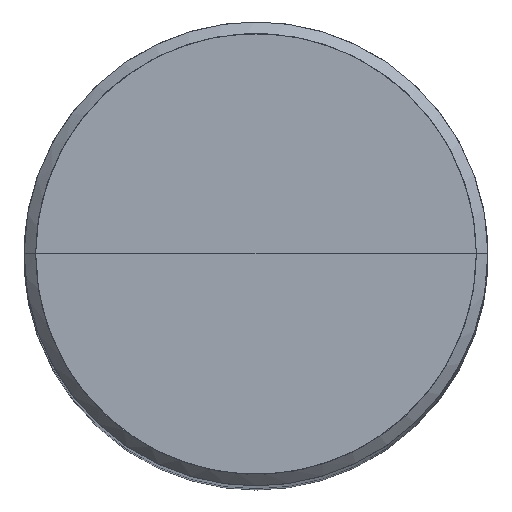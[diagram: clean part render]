
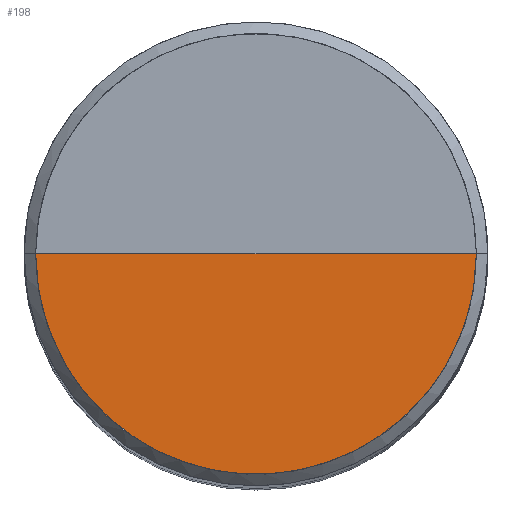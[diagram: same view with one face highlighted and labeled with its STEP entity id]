
A CAD part, top view. The second image highlights one B-rep face of the part: STEP entity #198.
In plain terms, the highlighted free-form (B-spline) face has degree [1, 2] with [2, 5] control points.
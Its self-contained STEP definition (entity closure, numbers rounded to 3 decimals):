
#66=CARTESIAN_POINT('',(-9.5,0.,64.));
#67=CARTESIAN_POINT('',(-9.5,-9.5,64.));
#68=CARTESIAN_POINT('',(0.,-9.5,64.));
#69=CARTESIAN_POINT('',(9.5,-9.5,64.));
#70=CARTESIAN_POINT('',(9.5,0.,64.));
#71=CARTESIAN_POINT('',(0.,0.,64.));
#183=(
BOUNDED_SURFACE()
B_SPLINE_SURFACE(1,2,(
(#66,#67,#68,#69,#70),
(#71,#71,#71,#71,#71)
), .UNSPECIFIED.,.F.,.F.,.F.)
B_SPLINE_SURFACE_WITH_KNOTS((2,2),(3,2,3),(
0.,1.),(
0.,0.5,1.), .UNSPECIFIED.)
GEOMETRIC_REPRESENTATION_ITEM()
RATIONAL_B_SPLINE_SURFACE(((1.,0.707,1.,0.707,1.),
(1.,0.707,1.,0.707,1.)
))
REPRESENTATION_ITEM('')
SURFACE()
);
#184=(
BOUNDED_CURVE()
B_SPLINE_CURVE(2,(#70,#69,#68,#67,#66),.UNSPECIFIED.,.F.,.F.)
B_SPLINE_CURVE_WITH_KNOTS((3,2,3),
(0.,0.5,1.),.UNSPECIFIED.)
CURVE()
GEOMETRIC_REPRESENTATION_ITEM()
RATIONAL_B_SPLINE_CURVE((1.,0.707,1.,0.707,1.))
REPRESENTATION_ITEM('')
);
#185=(
BOUNDED_CURVE()
B_SPLINE_CURVE(1,(#66,#71),.UNSPECIFIED.,.F.,.F.)
B_SPLINE_CURVE_WITH_KNOTS((2,2),
(0.,1.),.UNSPECIFIED.)
CURVE()
GEOMETRIC_REPRESENTATION_ITEM()
RATIONAL_B_SPLINE_CURVE((1.,1.))
REPRESENTATION_ITEM('')
);
#186=(
BOUNDED_CURVE()
B_SPLINE_CURVE(1,(#71,#70),.UNSPECIFIED.,.F.,.F.)
B_SPLINE_CURVE_WITH_KNOTS((2,2),
(0.,1.),.UNSPECIFIED.)
CURVE()
GEOMETRIC_REPRESENTATION_ITEM()
RATIONAL_B_SPLINE_CURVE((1.,1.))
REPRESENTATION_ITEM('')
);
#187=VERTEX_POINT('',#66);
#188=VERTEX_POINT('',#70);
#189=VERTEX_POINT('',#71);
#190=EDGE_CURVE('',#188,#187,#184,.T.);
#191=EDGE_CURVE('',#187,#189,#185,.T.);
#192=EDGE_CURVE('',#189,#188,#186,.T.);
#193=ORIENTED_EDGE('',*,*,#190,.T.);
#194=ORIENTED_EDGE('',*,*,#191,.T.);
#195=ORIENTED_EDGE('',*,*,#192,.T.);
#196=EDGE_LOOP('',(#193,#194,#195));
#197=FACE_OUTER_BOUND('',#196,.T.);
#198=ADVANCED_FACE('',(#197),#183,.T.);
